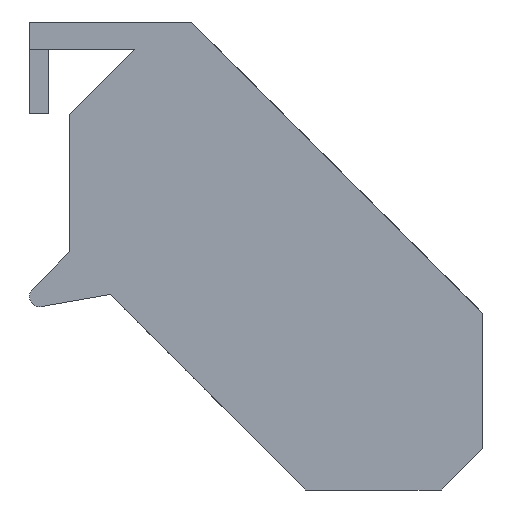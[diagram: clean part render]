
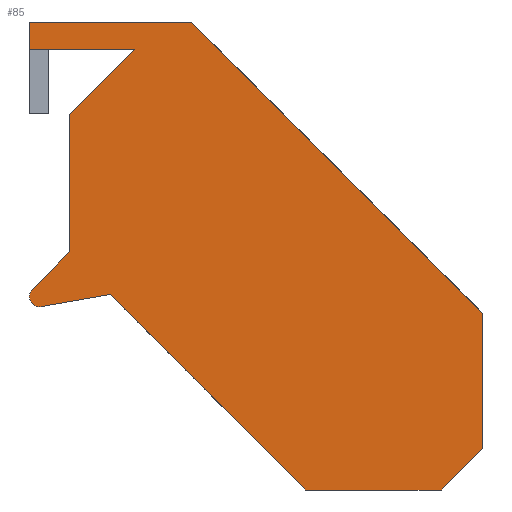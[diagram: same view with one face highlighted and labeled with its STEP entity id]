
A CAD part, left-side view. The second image highlights one B-rep face of the part: STEP entity #85.
In plain terms, the highlighted planar face has unit normal (-1, 0, 0).
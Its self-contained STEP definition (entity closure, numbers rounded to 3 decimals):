
#85=ADVANCED_FACE('',(#191),#192,.T.);
#191=FACE_OUTER_BOUND('',#312,.T.);
#192=PLANE('',#313);
#312=EDGE_LOOP('',(#492,#493,#494,#495,#496,#497,#498,#499,#500,#501,#502,#503,#504,#505));
#313=AXIS2_PLACEMENT_3D('',#506,#507,#508);
#492=ORIENTED_EDGE('',*,*,#787,.T.);
#493=ORIENTED_EDGE('',*,*,#788,.T.);
#494=ORIENTED_EDGE('',*,*,#789,.T.);
#495=ORIENTED_EDGE('',*,*,#742,.T.);
#496=ORIENTED_EDGE('',*,*,#790,.T.);
#497=ORIENTED_EDGE('',*,*,#791,.T.);
#498=ORIENTED_EDGE('',*,*,#775,.T.);
#499=ORIENTED_EDGE('',*,*,#785,.T.);
#500=ORIENTED_EDGE('',*,*,#792,.T.);
#501=ORIENTED_EDGE('',*,*,#793,.T.);
#502=ORIENTED_EDGE('',*,*,#760,.T.);
#503=ORIENTED_EDGE('',*,*,#794,.T.);
#504=ORIENTED_EDGE('',*,*,#795,.T.);
#505=ORIENTED_EDGE('',*,*,#796,.T.);
#506=CARTESIAN_POINT('',(-29.75,-20.55,3.));
#507=DIRECTION('',(-1.0,0.0,0.0));
#508=DIRECTION('',(0.0,0.0,1.0));
#742=EDGE_CURVE('',#885,#882,#886,.T.);
#760=EDGE_CURVE('',#915,#916,#917,.T.);
#775=EDGE_CURVE('',#936,#934,#937,.T.);
#785=EDGE_CURVE('',#934,#952,#954,.T.);
#787=EDGE_CURVE('',#956,#957,#958,.T.);
#788=EDGE_CURVE('',#957,#959,#960,.T.);
#789=EDGE_CURVE('',#959,#885,#961,.T.);
#790=EDGE_CURVE('',#882,#962,#963,.T.);
#791=EDGE_CURVE('',#962,#936,#964,.T.);
#792=EDGE_CURVE('',#952,#965,#966,.T.);
#793=EDGE_CURVE('',#965,#915,#967,.T.);
#794=EDGE_CURVE('',#916,#968,#969,.T.);
#795=EDGE_CURVE('',#968,#970,#971,.T.);
#796=EDGE_CURVE('',#970,#956,#972,.T.);
#882=VERTEX_POINT('',#1087);
#885=VERTEX_POINT('',#1091);
#886=CIRCLE('',#1092,1.5);
#915=VERTEX_POINT('',#1128);
#916=VERTEX_POINT('',#1129);
#917=LINE('',#1130,#1131);
#934=VERTEX_POINT('',#1151);
#936=VERTEX_POINT('',#1154);
#937=LINE('',#1155,#1156);
#952=VERTEX_POINT('',#1178);
#954=LINE('',#1181,#1182);
#956=VERTEX_POINT('',#1184);
#957=VERTEX_POINT('',#1185);
#958=LINE('',#1186,#1187);
#959=VERTEX_POINT('',#1188);
#960=LINE('',#1189,#1190);
#961=LINE('',#1191,#1192);
#962=VERTEX_POINT('',#1193);
#963=CIRCLE('',#1194,1.5);
#964=LINE('',#1195,#1196);
#965=VERTEX_POINT('',#1197);
#966=LINE('',#1198,#1199);
#967=LINE('',#1200,#1201);
#968=VERTEX_POINT('',#1202);
#969=LINE('',#1203,#1204);
#970=VERTEX_POINT('',#1205);
#971=LINE('',#1206,#1207);
#972=LINE('',#1208,#1209);
#1087=CARTESIAN_POINT('',(-29.75,4.011,-37.682));
#1091=CARTESIAN_POINT('',(-29.75,4.011,-35.561));
#1092=AXIS2_PLACEMENT_3D('',#1369,#1370,#1371);
#1128=CARTESIAN_POINT('',(-29.75,-62.623,-39.073));
#1129=CARTESIAN_POINT('',(-29.75,-19.55,4.));
#1130=CARTESIAN_POINT('',(-29.75,-62.623,-39.073));
#1131=VECTOR('',#1397,60.914);
#1151=CARTESIAN_POINT('',(-29.75,-36.46,-65.236));
#1154=CARTESIAN_POINT('',(-29.75,-7.522,-36.298));
#1155=CARTESIAN_POINT('',(-29.75,-7.522,-36.298));
#1156=VECTOR('',#1417,40.924);
#1178=CARTESIAN_POINT('',(-29.75,-56.46,-65.236));
#1181=CARTESIAN_POINT('',(-29.75,-36.46,-65.236));
#1182=VECTOR('',#1426,20.);
#1184=CARTESIAN_POINT('',(-29.75,-11.178,0.));
#1185=CARTESIAN_POINT('',(-29.75,-1.55,-9.628));
#1186=CARTESIAN_POINT('',(-29.75,-11.178,0.));
#1187=VECTOR('',#1427,13.616);
#1188=CARTESIAN_POINT('',(-29.75,-1.55,-30.));
#1189=CARTESIAN_POINT('',(-29.75,-1.55,-9.628));
#1190=VECTOR('',#1428,20.372);
#1191=CARTESIAN_POINT('',(-29.75,-1.55,-30.));
#1192=VECTOR('',#1429,7.864);
#1193=CARTESIAN_POINT('',(-29.75,2.69,-38.098));
#1194=AXIS2_PLACEMENT_3D('',#1430,#1431,#1432);
#1195=CARTESIAN_POINT('',(-29.75,2.69,-38.098));
#1196=VECTOR('',#1433,10.369);
#1197=CARTESIAN_POINT('',(-29.75,-62.623,-59.073));
#1198=CARTESIAN_POINT('',(-29.75,-56.46,-65.236));
#1199=VECTOR('',#1434,8.716);
#1200=CARTESIAN_POINT('',(-29.75,-62.623,-59.073));
#1201=VECTOR('',#1435,20.);
#1202=CARTESIAN_POINT('',(-29.75,4.45,4.));
#1203=CARTESIAN_POINT('',(-29.75,-19.55,4.));
#1204=VECTOR('',#1436,24.);
#1205=CARTESIAN_POINT('',(-29.75,4.45,0.));
#1206=CARTESIAN_POINT('',(-29.75,4.45,4.));
#1207=VECTOR('',#1437,4.);
#1208=CARTESIAN_POINT('',(-29.75,4.45,0.));
#1209=VECTOR('',#1438,15.628);
#1369=CARTESIAN_POINT('',(-29.75,2.95,-36.621));
#1370=DIRECTION('',(-1.0,0.,0.));
#1371=DIRECTION('',(0.,0.707,0.707));
#1397=DIRECTION('',(0.0,0.707,0.707));
#1417=DIRECTION('',(0.0,-0.707,-0.707));
#1426=DIRECTION('',(0.0,-1.0,0.0));
#1427=DIRECTION('',(0.0,0.707,-0.707));
#1428=DIRECTION('',(0.0,0.0,-1.0));
#1429=DIRECTION('',(0.0,0.707,-0.707));
#1430=CARTESIAN_POINT('',(-29.75,2.95,-36.621));
#1431=DIRECTION('',(-1.0,0.,0.));
#1432=DIRECTION('',(0.,0.707,0.707));
#1433=DIRECTION('',(0.0,-0.985,0.174));
#1434=DIRECTION('',(0.0,-0.707,0.707));
#1435=DIRECTION('',(0.0,0.0,1.0));
#1436=DIRECTION('',(0.0,1.0,0.0));
#1437=DIRECTION('',(0.0,0.,-1.0));
#1438=DIRECTION('',(0.0,-1.0,0.0));
